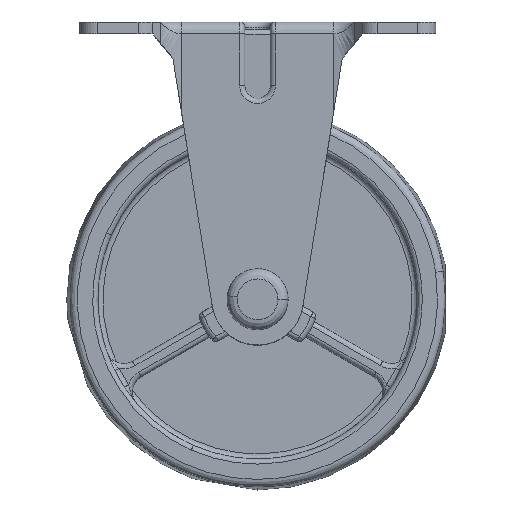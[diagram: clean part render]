
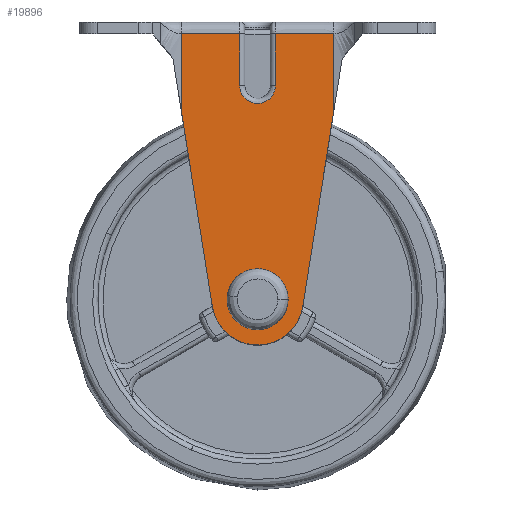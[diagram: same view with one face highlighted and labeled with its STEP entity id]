
A CAD part, front view. The second image highlights one B-rep face of the part: STEP entity #19896.
In plain terms, the highlighted free-form (B-spline) face has degree [1, 1] with [2, 2] control points.
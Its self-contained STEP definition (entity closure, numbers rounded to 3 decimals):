
#14051=CARTESIAN_POINT('',(-3.25,-15.3,0.028));
#14052=VERTEX_POINT('',#14051);
#14058=CARTESIAN_POINT('',(0.0,-15.3,-3.25));
#14059=VERTEX_POINT('',#14058);
#14060=CARTESIAN_POINT('',(-3.25,-15.3,0.028));
#14061=CARTESIAN_POINT('',(-3.25,-15.3,0.014));
#14062=CARTESIAN_POINT('',(-3.25,-15.3,0.0));
#14063=CARTESIAN_POINT('',(-3.25,-15.3,-3.25));
#14064=CARTESIAN_POINT('',(0.0,-15.3,-3.25));
#14072=(BOUNDED_CURVE()B_SPLINE_CURVE(2,(#14060,#14061,#14062,#14063,#14064),.UNSPECIFIED.,.F.,.U.)B_SPLINE_CURVE_WITH_KNOTS((3,2,3),(0.248,0.25,0.5),.UNSPECIFIED.)CURVE()GEOMETRIC_REPRESENTATION_ITEM()RATIONAL_B_SPLINE_CURVE((0.996,0.998,1.0,0.707,1.0))REPRESENTATION_ITEM(''));
#14073=EDGE_CURVE('',#14052,#14059,#14072,.T.);
#14075=CARTESIAN_POINT('',(3.225,-15.3,-0.403));
#14076=VERTEX_POINT('',#14075);
#14077=CARTESIAN_POINT('',(0.0,-15.3,-3.25));
#14078=CARTESIAN_POINT('',(2.869,-15.3,-3.25));
#14079=CARTESIAN_POINT('',(3.225,-15.3,-0.403));
#14087=(BOUNDED_CURVE()B_SPLINE_CURVE(2,(#14077,#14078,#14079),.UNSPECIFIED.,.F.,.U.)B_SPLINE_CURVE_WITH_KNOTS((3,3),(0.5,0.729),.UNSPECIFIED.)CURVE()GEOMETRIC_REPRESENTATION_ITEM()RATIONAL_B_SPLINE_CURVE((1.0,0.732,0.954))REPRESENTATION_ITEM(''));
#14088=EDGE_CURVE('',#14059,#14076,#14087,.T.);
#14138=CARTESIAN_POINT('',(0.0,-15.3,3.25));
#14139=VERTEX_POINT('',#14138);
#14140=CARTESIAN_POINT('',(3.225,-15.3,-0.403));
#14141=CARTESIAN_POINT('',(3.25,-15.3,-0.202));
#14142=CARTESIAN_POINT('',(3.25,-15.3,0.0));
#14143=CARTESIAN_POINT('',(3.25,-15.3,3.25));
#14144=CARTESIAN_POINT('',(0.0,-15.3,3.25));
#14152=(BOUNDED_CURVE()B_SPLINE_CURVE(2,(#14140,#14141,#14142,#14143,#14144),.UNSPECIFIED.,.F.,.U.)B_SPLINE_CURVE_WITH_KNOTS((3,2,3),(0.729,0.75,1.0),.UNSPECIFIED.)CURVE()GEOMETRIC_REPRESENTATION_ITEM()RATIONAL_B_SPLINE_CURVE((0.954,0.975,1.0,0.707,1.0))REPRESENTATION_ITEM(''));
#14153=EDGE_CURVE('',#14076,#14139,#14152,.T.);
#14155=CARTESIAN_POINT('',(0.0,-15.3,3.25));
#14156=CARTESIAN_POINT('',(-3.222,-15.3,3.25));
#14157=CARTESIAN_POINT('',(-3.25,-15.3,0.028));
#14165=(BOUNDED_CURVE()B_SPLINE_CURVE(2,(#14155,#14156,#14157),.UNSPECIFIED.,.F.,.U.)B_SPLINE_CURVE_WITH_KNOTS((3,3),(0.0,0.248),.UNSPECIFIED.)CURVE()GEOMETRIC_REPRESENTATION_ITEM()RATIONAL_B_SPLINE_CURVE((1.0,0.709,0.996))REPRESENTATION_ITEM(''));
#14166=EDGE_CURVE('',#14139,#14052,#14165,.T.);
#15576=CARTESIAN_POINT('',(3.5,-15.3,52.2));
#15577=VERTEX_POINT('',#15576);
#15627=CARTESIAN_POINT('',(15.,-15.3,52.2));
#15628=VERTEX_POINT('',#15627);
#15652=CARTESIAN_POINT('',(15.,-15.3,52.2));
#15653=CARTESIAN_POINT('',(11.167,-15.3,52.2));
#15654=CARTESIAN_POINT('',(7.333,-15.3,52.2));
#15655=CARTESIAN_POINT('',(3.5,-15.3,52.2));
#15656=B_SPLINE_CURVE_WITH_KNOTS('',3,(#15652,#15653,#15654,#15655),.UNSPECIFIED.,.F.,.U.,(4,4),(0.667,1.),.UNSPECIFIED.);
#15657=EDGE_CURVE('',#15628,#15577,#15656,.T.);
#15794=CARTESIAN_POINT('',(-3.5,-15.3,52.2));
#15795=VERTEX_POINT('',#15794);
#15877=CARTESIAN_POINT('',(-15.0,-15.3,52.2));
#15878=VERTEX_POINT('',#15877);
#15892=CARTESIAN_POINT('',(-3.5,-15.3,52.2));
#15893=CARTESIAN_POINT('',(-7.333,-15.3,52.2));
#15894=CARTESIAN_POINT('',(-11.167,-15.3,52.2));
#15895=CARTESIAN_POINT('',(-15.0,-15.3,52.2));
#15896=B_SPLINE_CURVE_WITH_KNOTS('',3,(#15892,#15893,#15894,#15895),.UNSPECIFIED.,.F.,.U.,(4,4),(0.0,0.333),.UNSPECIFIED.);
#15897=EDGE_CURVE('',#15795,#15878,#15896,.T.);
#16840=CARTESIAN_POINT('',(3.5,-15.3,42.0));
#16841=VERTEX_POINT('',#16840);
#16842=CARTESIAN_POINT('',(3.5,-15.3,52.2));
#16843=CARTESIAN_POINT('',(3.5,-15.3,42.0));
#16844=QUASI_UNIFORM_CURVE('',1,(#16842,#16843),.UNSPECIFIED.,.F.,.U.);
#16845=EDGE_CURVE('',#15577,#16841,#16844,.T.);
#16896=CARTESIAN_POINT('',(-3.5,-15.3,42.0));
#16897=VERTEX_POINT('',#16896);
#16911=CARTESIAN_POINT('',(3.5,-15.3,42.0));
#16912=CARTESIAN_POINT('',(3.5,-15.3,38.5));
#16913=CARTESIAN_POINT('',(0.0,-15.3,38.5));
#16914=CARTESIAN_POINT('',(-3.5,-15.3,38.5));
#16915=CARTESIAN_POINT('',(-3.5,-15.3,42.0));
#16923=(BOUNDED_CURVE()B_SPLINE_CURVE(2,(#16911,#16912,#16913,#16914,#16915),.UNSPECIFIED.,.F.,.U.)B_SPLINE_CURVE_WITH_KNOTS((3,2,3),(0.0,0.5,1.0),.UNSPECIFIED.)CURVE()GEOMETRIC_REPRESENTATION_ITEM()RATIONAL_B_SPLINE_CURVE((1.0,0.707,1.0,0.707,1.0))REPRESENTATION_ITEM(''));
#16924=EDGE_CURVE('',#16841,#16897,#16923,.T.);
#17010=CARTESIAN_POINT('',(-3.5,-15.3,42.0));
#17011=CARTESIAN_POINT('',(-3.5,-15.3,52.2));
#17012=QUASI_UNIFORM_CURVE('',1,(#17010,#17011),.UNSPECIFIED.,.F.,.U.);
#17013=EDGE_CURVE('',#16897,#15795,#17012,.T.);
#18130=CARTESIAN_POINT('',(15.,-15.3,37.05));
#18131=VERTEX_POINT('',#18130);
#18132=CARTESIAN_POINT('',(8.889,-15.3,-1.412));
#18133=VERTEX_POINT('',#18132);
#18134=CARTESIAN_POINT('',(15.,-15.3,37.05));
#18135=CARTESIAN_POINT('',(8.889,-15.3,-1.412));
#18136=QUASI_UNIFORM_CURVE('',1,(#18134,#18135),.UNSPECIFIED.,.F.,.U.);
#18137=EDGE_CURVE('',#18131,#18133,#18136,.T.);
#18247=CARTESIAN_POINT('',(-8.888,-15.3,-1.412));
#18248=VERTEX_POINT('',#18247);
#18249=CARTESIAN_POINT('',(-15.0,-15.3,37.05));
#18250=VERTEX_POINT('',#18249);
#18251=CARTESIAN_POINT('',(-8.888,-15.3,-1.412));
#18252=CARTESIAN_POINT('',(-15.0,-15.3,37.05));
#18253=QUASI_UNIFORM_CURVE('',1,(#18251,#18252),.UNSPECIFIED.,.F.,.U.);
#18254=EDGE_CURVE('',#18248,#18250,#18253,.T.);
#18335=CARTESIAN_POINT('',(-8.888,-15.3,-1.412));
#18336=CARTESIAN_POINT('',(-7.683,-15.3,-9.));
#18337=CARTESIAN_POINT('',(0.,-15.3,-9.));
#18338=CARTESIAN_POINT('',(7.683,-15.3,-9.));
#18339=CARTESIAN_POINT('',(8.889,-15.3,-1.412));
#18347=(BOUNDED_CURVE()B_SPLINE_CURVE(2,(#18335,#18336,#18337,#18338,#18339),.UNSPECIFIED.,.F.,.U.)B_SPLINE_CURVE_WITH_KNOTS((3,2,3),(0.0,0.5,1.0),.UNSPECIFIED.)CURVE()GEOMETRIC_REPRESENTATION_ITEM()RATIONAL_B_SPLINE_CURVE((1.0,0.761,1.0,0.761,1.0))REPRESENTATION_ITEM(''));
#18348=EDGE_CURVE('',#18248,#18133,#18347,.T.);
#19630=CARTESIAN_POINT('',(-15.0,-15.3,37.05));
#19631=CARTESIAN_POINT('',(-15.0,-15.3,52.2));
#19632=QUASI_UNIFORM_CURVE('',1,(#19630,#19631),.UNSPECIFIED.,.F.,.U.);
#19633=EDGE_CURVE('',#18250,#15878,#19632,.T.);
#19662=CARTESIAN_POINT('',(15.,-15.3,37.05));
#19663=CARTESIAN_POINT('',(15.,-15.3,52.2));
#19664=QUASI_UNIFORM_CURVE('',1,(#19662,#19663),.UNSPECIFIED.,.F.,.U.);
#19665=EDGE_CURVE('',#18131,#15628,#19664,.T.);
#19873=CARTESIAN_POINT('',(-16.499,-15.3,-12.057));
#19874=CARTESIAN_POINT('',(-16.499,-15.3,55.257));
#19875=CARTESIAN_POINT('',(16.499,-15.3,-12.057));
#19876=CARTESIAN_POINT('',(16.499,-15.3,55.257));
#19877=B_SPLINE_SURFACE_WITH_KNOTS('',1,1,((#19873,#19875),(#19874,#19876)),.UNSPECIFIED.,.F.,.F.,.U.,(2,2),(2,2),(0.0,67.314),(0.0,32.997),.UNSPECIFIED.);
#19878=ORIENTED_EDGE('',*,*,#19665,.T.);
#19879=ORIENTED_EDGE('',*,*,#15657,.T.);
#19880=ORIENTED_EDGE('',*,*,#16845,.T.);
#19881=ORIENTED_EDGE('',*,*,#16924,.T.);
#19882=ORIENTED_EDGE('',*,*,#17013,.T.);
#19883=ORIENTED_EDGE('',*,*,#15897,.T.);
#19884=ORIENTED_EDGE('',*,*,#19633,.F.);
#19885=ORIENTED_EDGE('',*,*,#18254,.F.);
#19886=ORIENTED_EDGE('',*,*,#18348,.T.);
#19887=ORIENTED_EDGE('',*,*,#18137,.F.);
#19888=EDGE_LOOP('',(#19878,#19879,#19880,#19881,#19882,#19883,#19884,#19885,#19886,#19887));
#19889=FACE_OUTER_BOUND('',#19888,.T.);
#19890=ORIENTED_EDGE('',*,*,#14166,.F.);
#19891=ORIENTED_EDGE('',*,*,#14153,.F.);
#19892=ORIENTED_EDGE('',*,*,#14088,.F.);
#19893=ORIENTED_EDGE('',*,*,#14073,.F.);
#19894=EDGE_LOOP('',(#19890,#19891,#19892,#19893));
#19895=FACE_BOUND('',#19894,.T.);
#19896=ADVANCED_FACE('',(#19889,#19895),#19877,.F.);
